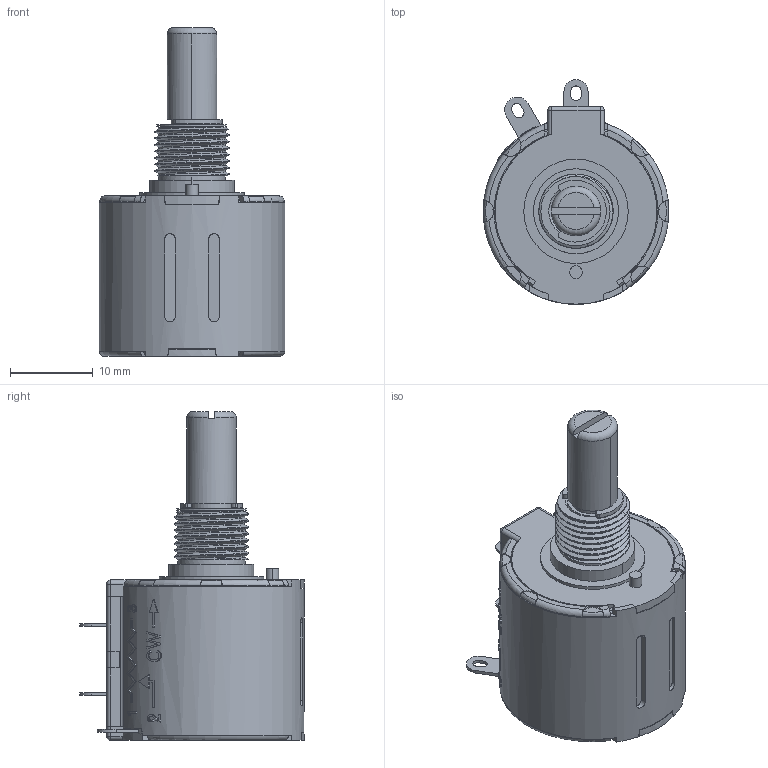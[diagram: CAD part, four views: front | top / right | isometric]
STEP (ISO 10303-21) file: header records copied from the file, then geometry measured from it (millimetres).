
FILE_DESCRIPTION((''),'2;1');
FILE_NAME('3549S-1BH-103B_ASM','2019-12-11T11:24:11',('LUISC1'),(''),'CREO PARAMETRIC BY PTC INC, 2018050','CREO PARAMETRIC BY PTC INC, 2018050','');
FILE_SCHEMA(('CONFIG_CONTROL_DESIGN'));
Length unit declared in the file: inch
Products named in the file (18): 03756-81801_HOUSING_AF3; TERMINAL_COVER_MLD_AF1; 04916-32000_TERMINAL-TR; 04916-31900_TERMINAL_COVER_ASSY_AF0_ASM; X03756-81800_HOUSING_ASSY_AF1_ASM; 14732-00206-CRING; 35200-07928; LID; 03180-35803; 01849-96212-SLIP-CLUTCH-STD_ASM; 04756-90402_ROTOR; 04826-12300_SHAFT; 01849-97527-SLIP-CLUTH_ASM; 03256-72400_COVER; 34916-10606_AF1; VOL_HEAT_COVER; VOL_HEAT_LID; 3549S-1BH-103B_ASM
Assembly tree (18 placements, depth 4):
  3549S-1BH-103B_ASM
    X03756-81800_HOUSING_ASSY_AF1_ASM
      03756-81801_HOUSING_AF3
      04916-31900_TERMINAL_COVER_ASSY_AF0_ASM
        TERMINAL_COVER_MLD_AF1
        04916-32000_TERMINAL-TR  x2
    01849-97527-SLIP-CLUTH_ASM
      14732-00206-CRING
      35200-07928
      01849-96212-SLIP-CLUTCH-STD_ASM
        LID
        03180-35803
      04756-90402_ROTOR
      04826-12300_SHAFT
    03256-72400_COVER
    34916-10606_AF1
    VOL_HEAT_COVER
    VOL_HEAT_LID
Bounding box: 22.48 x 27.19 x 39.8 mm (x, y, z)
Volume: 5310.4 mm3; surface area: 8344.9 mm2
Topology: 16 solids, 16 shells, 1170 faces, 2993 edges, 1890 vertices
Faces by surface type: plane 641, cylinder 282, bspline 83, torus 63, extrusion 61, cone 36, sphere 4
Entity records: 52415 total; most frequent: CARTESIAN_POINT 25358, ORIENTED_EDGE 5768, DIRECTION 5241, EDGE_CURVE 2884, VERTEX_POINT 1828, AXIS2_PLACEMENT_3D 1821, VECTOR 1599, LINE 1538
